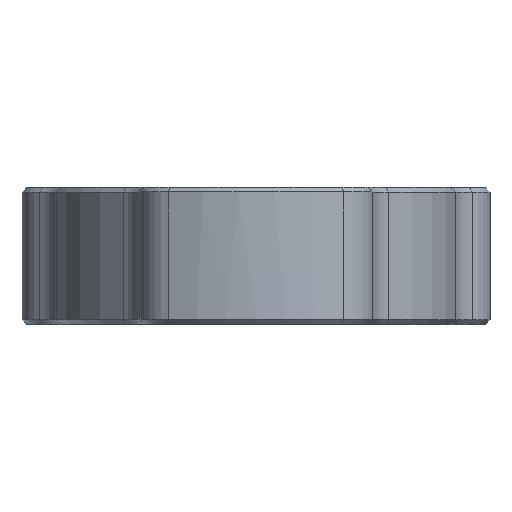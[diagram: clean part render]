
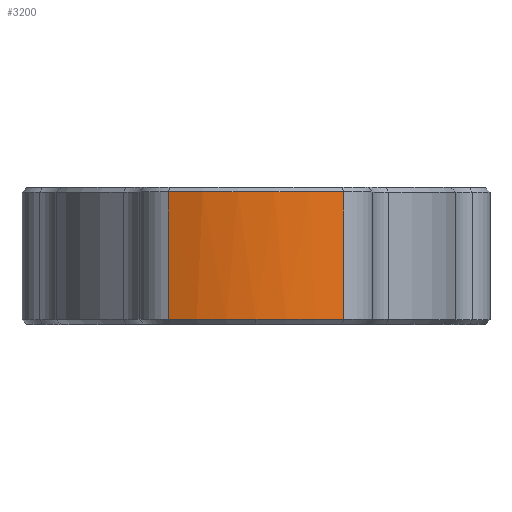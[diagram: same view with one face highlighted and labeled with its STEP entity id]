
A CAD part, top view. The second image highlights one B-rep face of the part: STEP entity #3200.
In plain terms, the highlighted cylindrical face has radius 25 mm (diameter 50 mm), a partial arc.
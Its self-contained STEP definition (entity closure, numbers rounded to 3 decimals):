
#71 = ORIENTED_EDGE ( 'NONE', *, *, #358, .T. ) ;
#106 = CARTESIAN_POINT ( 'NONE',  ( 0., 13.5, 0. ) ) ;
#199 = VERTEX_POINT ( 'NONE', #3895 ) ;
#240 = CARTESIAN_POINT ( 'NONE',  ( 0., 14., 0. ) ) ;
#318 = FACE_OUTER_BOUND ( 'NONE', #4154, .T. ) ;
#358 = EDGE_CURVE ( 'NONE', #7740, #199, #5070, .T. ) ;
#623 = CARTESIAN_POINT ( 'NONE',  ( 9.281, 14., 23.213 ) ) ;
#737 = DIRECTION ( 'NONE',  ( 0., 1., 0. ) ) ;
#832 = CARTESIAN_POINT ( 'NONE',  ( 0., 0., 25. ) ) ;
#967 = EDGE_CURVE ( 'NONE', #8085, #7740, #3666, .T. ) ;
#1024 = VECTOR ( 'NONE', #2154, 1000. ) ;
#1072 = VERTEX_POINT ( 'NONE', #832 ) ;
#1203 = ORIENTED_EDGE ( 'NONE', *, *, #967, .T. ) ;
#1457 = DIRECTION ( 'NONE',  ( 0., 0., -1. ) ) ;
#1530 = DIRECTION ( 'NONE',  ( 0., -1., 0. ) ) ;
#1840 = ORIENTED_EDGE ( 'NONE', *, *, #4082, .T. ) ;
#2154 = DIRECTION ( 'NONE',  ( 0., -1., 0. ) ) ;
#2288 = VECTOR ( 'NONE', #3833, 1000. ) ;
#2714 = CARTESIAN_POINT ( 'NONE',  ( -9.281, 0., 23.213 ) ) ;
#2742 = CARTESIAN_POINT ( 'NONE',  ( 0., 0., 0. ) ) ;
#2980 = CIRCLE ( 'NONE', #3386, 25. ) ;
#3200 = ADVANCED_FACE ( 'NONE', ( #318 ), #7220, .T. ) ;
#3350 = DIRECTION ( 'NONE',  ( 0., -1., 0. ) ) ;
#3386 = AXIS2_PLACEMENT_3D ( 'NONE', #7228, #4607, #1457 ) ;
#3529 = AXIS2_PLACEMENT_3D ( 'NONE', #240, #1530, #5970 ) ;
#3666 = LINE ( 'NONE', #623, #2288 ) ;
#3833 = DIRECTION ( 'NONE',  ( 0., 1., 0. ) ) ;
#3895 = CARTESIAN_POINT ( 'NONE',  ( -9.281, 13.5, 23.213 ) ) ;
#3932 = CARTESIAN_POINT ( 'NONE',  ( 9.281, 13.5, 23.213 ) ) ;
#4082 = EDGE_CURVE ( 'NONE', #6323, #1072, #7397, .T. ) ;
#4154 = EDGE_LOOP ( 'NONE', ( #8146, #1840, #7277, #1203, #71 ) ) ;
#4230 = EDGE_CURVE ( 'NONE', #199, #6323, #4683, .T. ) ;
#4607 = DIRECTION ( 'NONE',  ( 0., 1., 0. ) ) ;
#4683 = LINE ( 'NONE', #6558, #1024 ) ;
#5070 = CIRCLE ( 'NONE', #5738, 25. ) ;
#5152 = CARTESIAN_POINT ( 'NONE',  ( 9.281, 0., 23.213 ) ) ;
#5263 = AXIS2_PLACEMENT_3D ( 'NONE', #2742, #737, #7809 ) ;
#5738 = AXIS2_PLACEMENT_3D ( 'NONE', #106, #3350, #7756 ) ;
#5970 = DIRECTION ( 'NONE',  ( 0., 0., -1. ) ) ;
#6323 = VERTEX_POINT ( 'NONE', #2714 ) ;
#6558 = CARTESIAN_POINT ( 'NONE',  ( -9.281, 14., 23.213 ) ) ;
#6717 = EDGE_CURVE ( 'NONE', #1072, #8085, #2980, .T. ) ;
#7220 = CYLINDRICAL_SURFACE ( 'NONE', #3529, 25. ) ;
#7228 = CARTESIAN_POINT ( 'NONE',  ( 0., 0., 0. ) ) ;
#7277 = ORIENTED_EDGE ( 'NONE', *, *, #6717, .T. ) ;
#7397 = CIRCLE ( 'NONE', #5263, 25. ) ;
#7740 = VERTEX_POINT ( 'NONE', #3932 ) ;
#7756 = DIRECTION ( 'NONE',  ( 0., 0., -1. ) ) ;
#7809 = DIRECTION ( 'NONE',  ( 0., 0., -1. ) ) ;
#8085 = VERTEX_POINT ( 'NONE', #5152 ) ;
#8146 = ORIENTED_EDGE ( 'NONE', *, *, #4230, .T. ) ;
